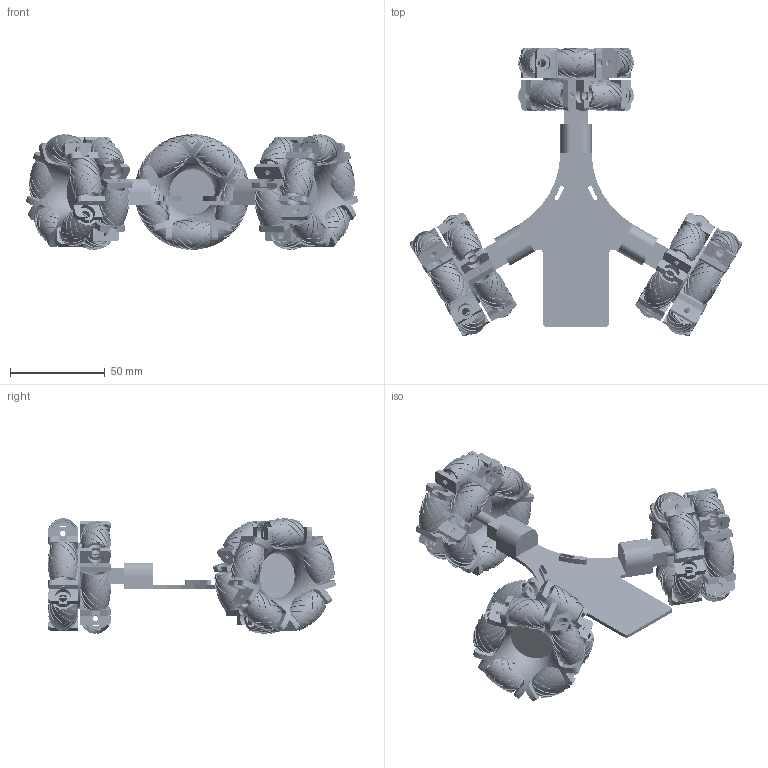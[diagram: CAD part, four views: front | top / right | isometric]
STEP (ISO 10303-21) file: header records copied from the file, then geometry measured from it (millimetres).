
FILE_DESCRIPTION(/* description */ (''),/* implementation_level */ '2;1');
FILE_NAME(/* name */ 'rover.step',/* time_stamp */ '2024-07-11T16:34:20-05:00',/* author */ (''),/* organization */ (''),/* preprocessor_version */ 'ST-DEVELOPER v20',/* originating_system */ 'Autodesk Translation Framework v13.14.0.145',/* authorisation */ '');
FILE_SCHEMA (('AUTOMOTIVE_DESIGN { 1 0 10303 214 3 1 1 }'));
Length unit declared in the file: millimetre
Products named in the file (9): rover; body; motor; omniwheel; omniwheel_1; omniwheel_2; base; wheel; middleJoint
Assembly tree (46 placements, depth 3):
  rover
    body
    motor  x3
    omniwheel
      base  x2
      wheel  x10
      middleJoint
    omniwheel_1
      base  x2
      wheel  x10
      middleJoint
    omniwheel_2
      base  x2
      wheel  x10
      middleJoint
Bounding box: 175.06 x 152.18 x 60.96 mm (x, y, z)
Volume: 113184.1 mm3; surface area: 119687 mm2
Topology: 43 solids, 43 shells, 3604 faces, 9270 edges, 6144 vertices
Faces by surface type: bspline 2310, cylinder 690, plane 598, torus 6
Full cylindrical faces by diameter (mm): 2.769 x30, 2.914 x3, 3.2 x3, 3.505 x30, 4.4 x30, 4.5 x60, 6 x3, 8 x60, 9.525 x90, 34.4 x3
Entity records: 18136 total; most frequent: CARTESIAN_POINT 9731, ORIENTED_EDGE 1830, DIRECTION 1437, EDGE_CURVE 915, VERTEX_POINT 600, AXIS2_PLACEMENT_3D 536, EDGE_LOOP 395, LINE 365
